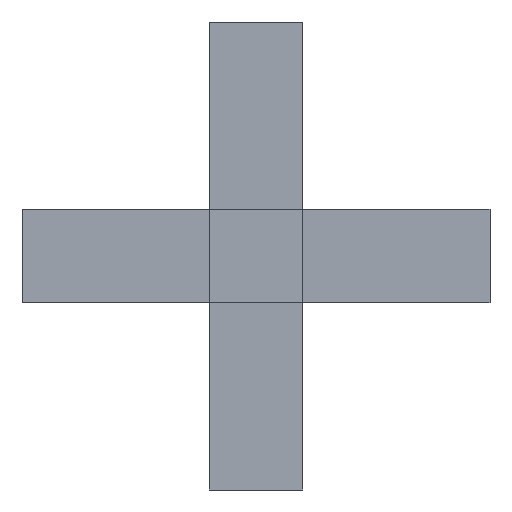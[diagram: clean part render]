
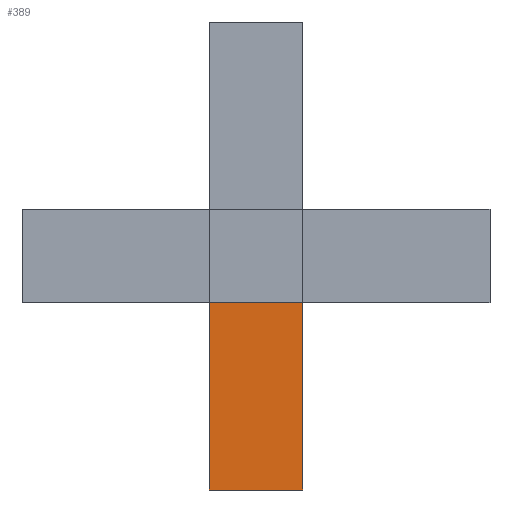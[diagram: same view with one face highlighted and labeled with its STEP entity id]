
A CAD part, left-side view. The second image highlights one B-rep face of the part: STEP entity #389.
In plain terms, the highlighted planar face has unit normal (-1, 0, 0).
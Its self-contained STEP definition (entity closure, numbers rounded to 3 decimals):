
#11 = ORIENTED_EDGE ( 'NONE', *, *, #321, .F. ) ;
#22 = CARTESIAN_POINT ( 'NONE',  ( -0.002, 0.012, -0.01 ) ) ;
#81 = LINE ( 'NONE', #148, #271 ) ;
#101 = ORIENTED_EDGE ( 'NONE', *, *, #500, .T. ) ;
#148 = CARTESIAN_POINT ( 'NONE',  ( -0.002, 0.02, -0.002 ) ) ;
#162 = LINE ( 'NONE', #417, #710 ) ;
#190 = CARTESIAN_POINT ( 'NONE',  ( -0.002, 0.012, -0.002 ) ) ;
#208 = VECTOR ( 'NONE', #528, 1000. ) ;
#232 = VECTOR ( 'NONE', #469, 1000. ) ;
#254 = VERTEX_POINT ( 'NONE', #735 ) ;
#263 = VERTEX_POINT ( 'NONE', #778 ) ;
#270 = DIRECTION ( 'NONE',  ( 0., 0., -1. ) ) ;
#271 = VECTOR ( 'NONE', #392, 1000. ) ;
#276 = CARTESIAN_POINT ( 'NONE',  ( -0.002, 0.008, 0.01 ) ) ;
#279 = LINE ( 'NONE', #276, #208 ) ;
#288 = EDGE_CURVE ( 'NONE', #760, #254, #162, .T. ) ;
#321 = EDGE_CURVE ( 'NONE', #263, #254, #279, .T. ) ;
#383 = EDGE_LOOP ( 'NONE', ( #767, #101, #698, #11 ) ) ;
#389 = ADVANCED_FACE ( 'NONE', ( #585 ), #581, .F. ) ;
#392 = DIRECTION ( 'NONE',  ( 0., -1., 0. ) ) ;
#417 = CARTESIAN_POINT ( 'NONE',  ( -0.002, 0.012, -0.01 ) ) ;
#469 = DIRECTION ( 'NONE',  ( 0., 0., -1. ) ) ;
#487 = VERTEX_POINT ( 'NONE', #190 ) ;
#500 = EDGE_CURVE ( 'NONE', #487, #760, #732, .T. ) ;
#502 = DIRECTION ( 'NONE',  ( 1., 0., 0. ) ) ;
#520 = CARTESIAN_POINT ( 'NONE',  ( -0.002, 0.02, -0.002 ) ) ;
#523 = CARTESIAN_POINT ( 'NONE',  ( -0.002, 0.012, 0.01 ) ) ;
#528 = DIRECTION ( 'NONE',  ( 0., 0., -1. ) ) ;
#581 = PLANE ( 'NONE',  #722 ) ;
#585 = FACE_OUTER_BOUND ( 'NONE', #383, .T. ) ;
#595 = DIRECTION ( 'NONE',  ( 0., -1., 0. ) ) ;
#698 = ORIENTED_EDGE ( 'NONE', *, *, #288, .T. ) ;
#710 = VECTOR ( 'NONE', #595, 1000. ) ;
#722 = AXIS2_PLACEMENT_3D ( 'NONE', #520, #502, #270 ) ;
#732 = LINE ( 'NONE', #523, #232 ) ;
#735 = CARTESIAN_POINT ( 'NONE',  ( -0.002, 0.008, -0.01 ) ) ;
#760 = VERTEX_POINT ( 'NONE', #22 ) ;
#767 = ORIENTED_EDGE ( 'NONE', *, *, #785, .F. ) ;
#778 = CARTESIAN_POINT ( 'NONE',  ( -0.002, 0.008, -0.002 ) ) ;
#785 = EDGE_CURVE ( 'NONE', #487, #263, #81, .T. ) ;
